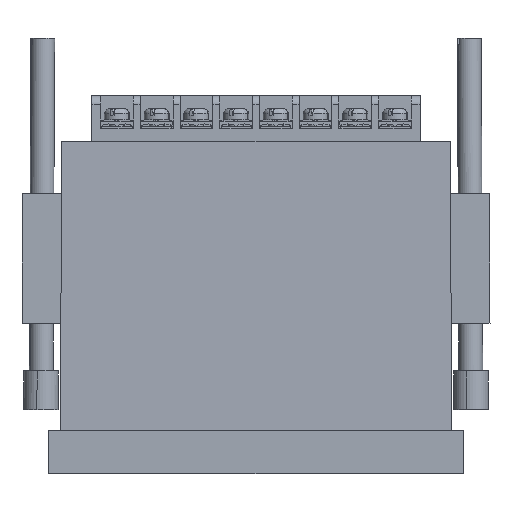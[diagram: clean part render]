
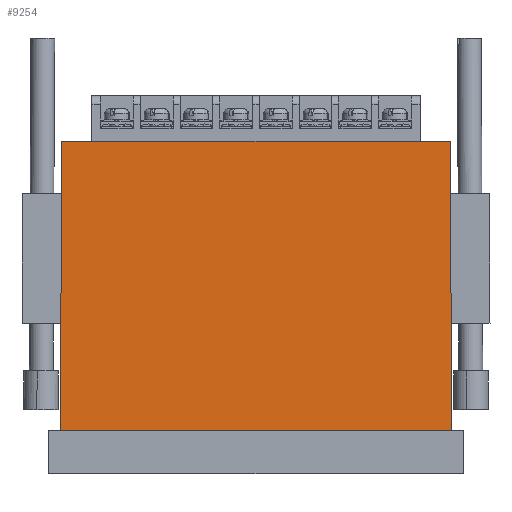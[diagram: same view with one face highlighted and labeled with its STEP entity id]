
A CAD part, front view. The second image highlights one B-rep face of the part: STEP entity #9254.
In plain terms, the highlighted planar face has unit normal (0, -1, 0.005).
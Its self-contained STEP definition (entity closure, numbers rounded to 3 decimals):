
#3 = EDGE_CURVE ( 'NONE', #13672, #7326, #17236, .T. ) ;
#535 = VECTOR ( 'NONE', #10260, 1000. ) ;
#1469 = DIRECTION ( 'NONE',  ( 1., 0., 0. ) ) ;
#2156 = CARTESIAN_POINT ( 'NONE',  ( -45., -22.656, -67. ) ) ;
#2406 = FACE_OUTER_BOUND ( 'NONE', #7686, .T. ) ;
#2486 = CARTESIAN_POINT ( 'NONE',  ( -45.306, -22.656, -67. ) ) ;
#3158 = VECTOR ( 'NONE', #12225, 1000. ) ;
#4377 = DIRECTION ( 'NONE',  ( 0., -1., 0.005 ) ) ;
#5000 = VERTEX_POINT ( 'NONE', #2486 ) ;
#5320 = ORIENTED_EDGE ( 'NONE', *, *, #3, .F. ) ;
#5776 = AXIS2_PLACEMENT_3D ( 'NONE', #14123, #4377, #9037 ) ;
#5790 = EDGE_CURVE ( 'NONE', #5000, #16812, #10859, .T. ) ;
#6983 = LINE ( 'NONE', #13598, #3158 ) ;
#7255 = CARTESIAN_POINT ( 'NONE',  ( 45.306, -22.656, -67. ) ) ;
#7326 = VERTEX_POINT ( 'NONE', #16167 ) ;
#7686 = EDGE_LOOP ( 'NONE', ( #5320, #9753, #15492, #18089 ) ) ;
#7693 = CARTESIAN_POINT ( 'NONE',  ( 44.998, -22.348, 0.412 ) ) ;
#8676 = LINE ( 'NONE', #7693, #10438 ) ;
#9037 = DIRECTION ( 'NONE',  ( 0., -0.005, -1. ) ) ;
#9254 = ADVANCED_FACE ( 'NONE', ( #2406 ), #13990, .T. ) ;
#9380 = DIRECTION ( 'NONE',  ( -0.005, 0.005, 1. ) ) ;
#9753 = ORIENTED_EDGE ( 'NONE', *, *, #14561, .F. ) ;
#10260 = DIRECTION ( 'NONE',  ( 1., 0., 0. ) ) ;
#10438 = VECTOR ( 'NONE', #9380, 1000. ) ;
#10859 = LINE ( 'NONE', #2156, #535 ) ;
#11000 = CARTESIAN_POINT ( 'NONE',  ( -45., -22.35, 0. ) ) ;
#11136 = CARTESIAN_POINT ( 'NONE',  ( -45., -22.35, 0. ) ) ;
#12225 = DIRECTION ( 'NONE',  ( 0.005, 0.005, 1. ) ) ;
#13598 = CARTESIAN_POINT ( 'NONE',  ( -44.999, -22.349, 0.204 ) ) ;
#13672 = VERTEX_POINT ( 'NONE', #11000 ) ;
#13990 = PLANE ( 'NONE',  #5776 ) ;
#14123 = CARTESIAN_POINT ( 'NONE',  ( -45., -22.35, 0. ) ) ;
#14561 = EDGE_CURVE ( 'NONE', #5000, #13672, #6983, .T. ) ;
#15492 = ORIENTED_EDGE ( 'NONE', *, *, #5790, .T. ) ;
#16167 = CARTESIAN_POINT ( 'NONE',  ( 45., -22.35, 0. ) ) ;
#16192 = VECTOR ( 'NONE', #1469, 1000. ) ;
#16812 = VERTEX_POINT ( 'NONE', #7255 ) ;
#17236 = LINE ( 'NONE', #11136, #16192 ) ;
#17551 = EDGE_CURVE ( 'NONE', #16812, #7326, #8676, .T. ) ;
#18089 = ORIENTED_EDGE ( 'NONE', *, *, #17551, .T. ) ;
